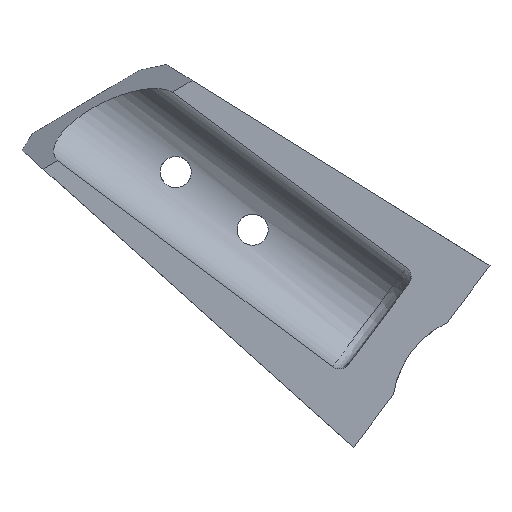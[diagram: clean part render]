
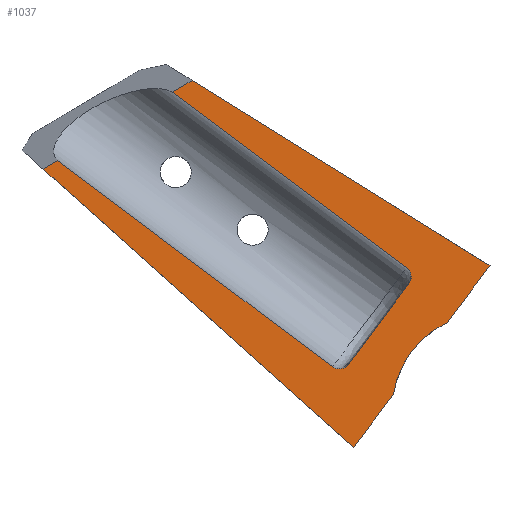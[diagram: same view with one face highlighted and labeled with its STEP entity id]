
A CAD part, top view. The second image highlights one B-rep face of the part: STEP entity #1037.
In plain terms, the highlighted planar face has unit normal (0, 0, 1).
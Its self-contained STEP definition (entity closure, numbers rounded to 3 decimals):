
#7 = AXIS2_PLACEMENT_3D ( 'NONE', #595, #537, #877 ) ;
#31 = EDGE_CURVE ( 'NONE', #1333, #836, #746, .T. ) ;
#44 = DIRECTION ( 'NONE',  ( -0.6, -0.8, 0. ) ) ;
#58 = CARTESIAN_POINT ( 'NONE',  ( -906.467, 512.954, 113.3 ) ) ;
#100 = EDGE_CURVE ( 'NONE', #1233, #1333, #737, .T. ) ;
#103 = DIRECTION ( 'NONE',  ( 0.86, 0.51, 0. ) ) ;
#104 = CARTESIAN_POINT ( 'NONE',  ( -989.107, 558.088, 113.3 ) ) ;
#105 = DIRECTION ( 'NONE',  ( 0.86, 0.51, 0. ) ) ;
#113 = CARTESIAN_POINT ( 'NONE',  ( -927.593, 508.197, 113.3 ) ) ;
#119 = CARTESIAN_POINT ( 'NONE',  ( -943.296, 487.258, 113.3 ) ) ;
#128 = CARTESIAN_POINT ( 'NONE',  ( -926.984, 510.029, 113.3 ) ) ;
#139 = CARTESIAN_POINT ( 'NONE',  ( -943.534, 486.94, 113.3 ) ) ;
#151 = EDGE_CURVE ( 'NONE', #1073, #1167, #751, .T. ) ;
#165 = CARTESIAN_POINT ( 'NONE',  ( -945.468, 486.056, 113.3 ) ) ;
#178 = DIRECTION ( 'NONE',  ( 0.6, 0.8, 0. ) ) ;
#180 = CARTESIAN_POINT ( 'NONE',  ( -943.834, 486.673, 113.3 ) ) ;
#181 = CARTESIAN_POINT ( 'NONE',  ( -943.296, 487.258, 113.3 ) ) ;
#187 = CARTESIAN_POINT ( 'NONE',  ( -906.467, 512.954, 113.3 ) ) ;
#188 = CARTESIAN_POINT ( 'NONE',  ( -944.338, 486.374, 113.3 ) ) ;
#198 = CARTESIAN_POINT ( 'NONE',  ( -944.518, 486.29, 113.3 ) ) ;
#200 = CARTESIAN_POINT ( 'NONE',  ( -944.89, 486.158, 113.3 ) ) ;
#215 = CARTESIAN_POINT ( 'NONE',  ( -945.08, 486.112, 113.3 ) ) ;
#239 = CARTESIAN_POINT ( 'NONE',  ( -946.059, 486.068, 113.3 ) ) ;
#241 = CARTESIAN_POINT ( 'NONE',  ( -946.252, 486.097, 113.3 ) ) ;
#254 = CARTESIAN_POINT ( 'NONE',  ( -946.634, 486.194, 113.3 ) ) ;
#258 = CARTESIAN_POINT ( 'NONE',  ( -945.667, 486.047, 113.3 ) ) ;
#265 = FACE_OUTER_BOUND ( 'NONE', #988, .T. ) ;
#268 = CARTESIAN_POINT ( 'NONE',  ( -946.821, 486.262, 113.3 ) ) ;
#282 = CARTESIAN_POINT ( 'NONE',  ( -928.189, 512.403, 113.3 ) ) ;
#285 = DIRECTION ( 'NONE',  ( 0.8, -0.6, 0. ) ) ;
#288 = CARTESIAN_POINT ( 'NONE',  ( -931.63, 479.401, 113.3 ) ) ;
#296 = CARTESIAN_POINT ( 'NONE',  ( -1058.954, 610.467, 113.3 ) ) ;
#298 = CARTESIAN_POINT ( 'NONE',  ( -947.5, 486.652, 113.3 ) ) ;
#299 = CARTESIAN_POINT ( 'NONE',  ( -947.341, 486.533, 113.3 ) ) ;
#313 = CARTESIAN_POINT ( 'NONE',  ( -983.973, 561.135, 113.3 ) ) ;
#348 = CARTESIAN_POINT ( 'NONE',  ( -917.576, 498.141, 113.3 ) ) ;
#360 = CARTESIAN_POINT ( 'NONE',  ( -983.973, 561.135, 113.3 ) ) ;
#361 = CARTESIAN_POINT ( 'NONE',  ( -1022.787, 538.097, 113.3 ) ) ;
#362 = CARTESIAN_POINT ( 'NONE',  ( -989.107, 558.088, 113.3 ) ) ;
#365 = AXIS2_PLACEMENT_3D ( 'NONE', #1039, #1036, #1033 ) ;
#367 = DIRECTION ( 'NONE',  ( -0.745, 0.667, 0. ) ) ;
#369 = CARTESIAN_POINT ( 'NONE',  ( -941.945, 465.646, 113.3 ) ) ;
#491 = VECTOR ( 'NONE', #103, 1000. ) ;
#520 = EDGE_CURVE ( 'NONE', #1421, #1155, #1383, .T. ) ;
#525 = VECTOR ( 'NONE', #105, 1000. ) ;
#537 = DIRECTION ( 'NONE',  ( 0., 0., 1. ) ) ;
#549 = CARTESIAN_POINT ( 'NONE',  ( -943.296, 487.258, 113.3 ) ) ;
#557 = CARTESIAN_POINT ( 'NONE',  ( -1019.054, 540.312, 113.3 ) ) ;
#560 = LINE ( 'NONE', #104, #491 ) ;
#577 = CARTESIAN_POINT ( 'NONE',  ( -928.189, 512.403, 113.3 ) ) ;
#586 = VECTOR ( 'NONE', #178, 1000. ) ;
#595 = CARTESIAN_POINT ( 'NONE',  ( -906.933, 475.52, 113.3 ) ) ;
#606 = CARTESIAN_POINT ( 'NONE',  ( -947.5, 486.652, 113.3 ) ) ;
#621 = LINE ( 'NONE', #181, #586 ) ;
#639 = EDGE_CURVE ( 'NONE', #1073, #1208, #1384, .T. ) ;
#647 = LINE ( 'NONE', #682, #525 ) ;
#650 = VECTOR ( 'NONE', #285, 1000. ) ;
#652 = LINE ( 'NONE', #313, #659 ) ;
#659 = VECTOR ( 'NONE', #1413, 1000. ) ;
#671 = VECTOR ( 'NONE', #44, 1000. ) ;
#674 = CARTESIAN_POINT ( 'NONE',  ( -927.223, 511.18, 113.3 ) ) ;
#678 = LINE ( 'NONE', #58, #671 ) ;
#682 = CARTESIAN_POINT ( 'NONE',  ( -1022.787, 538.097, 113.3 ) ) ;
#692 = CARTESIAN_POINT ( 'NONE',  ( -927.306, 511.359, 113.3 ) ) ;
#697 = CARTESIAN_POINT ( 'NONE',  ( -927.047, 510.617, 113.3 ) ) ;
#699 = CARTESIAN_POINT ( 'NONE',  ( -927.093, 510.807, 113.3 ) ) ;
#703 = LINE ( 'NONE', #296, #650 ) ;
#717 = EDGE_CURVE ( 'NONE', #1388, #1233, #678, .T. ) ;
#730 = VECTOR ( 'NONE', #874, 1000. ) ;
#737 = CIRCLE ( 'NONE', #7, 25. ) ;
#740 = CARTESIAN_POINT ( 'NONE',  ( -927.604, 511.865, 113.3 ) ) ;
#742 = CARTESIAN_POINT ( 'NONE',  ( -927.871, 512.165, 113.3 ) ) ;
#743 = VECTOR ( 'NONE', #1153, 1000. ) ;
#746 = LINE ( 'NONE', #1214, #743 ) ;
#751 = LINE ( 'NONE', #881, #730 ) ;
#806 = EDGE_CURVE ( 'NONE', #1217, #1388, #652, .T. ) ;
#836 = VERTEX_POINT ( 'NONE', #1409 ) ;
#861 = CARTESIAN_POINT ( 'NONE',  ( -926.992, 510.229, 113.3 ) ) ;
#869 = CARTESIAN_POINT ( 'NONE',  ( -927.006, 509.638, 113.3 ) ) ;
#874 = DIRECTION ( 'NONE',  ( -0.8, 0.6, 0. ) ) ;
#877 = DIRECTION ( 'NONE',  ( 1., 0., 0. ) ) ;
#881 = CARTESIAN_POINT ( 'NONE',  ( -1078.265, 584.716, 113.3 ) ) ;
#932 = CARTESIAN_POINT ( 'NONE',  ( -927.593, 508.197, 113.3 ) ) ;
#938 = CARTESIAN_POINT ( 'NONE',  ( -927.036, 509.444, 113.3 ) ) ;
#942 = VECTOR ( 'NONE', #367, 1000. ) ;
#945 = LINE ( 'NONE', #369, #942 ) ;
#960 = CARTESIAN_POINT ( 'NONE',  ( -927.134, 509.063, 113.3 ) ) ;
#988 = EDGE_LOOP ( 'NONE', ( #1069, #1077, #1085, #1093, #1099, #1100, #1107, #1109, #1117, #1118, #1120, #1121 ) ) ;
#993 = CARTESIAN_POINT ( 'NONE',  ( -927.372, 508.524, 113.3 ) ) ;
#1003 = CARTESIAN_POINT ( 'NONE',  ( -947.174, 486.431, 113.3 ) ) ;
#1018 = CARTESIAN_POINT ( 'NONE',  ( -927.203, 508.876, 113.3 ) ) ;
#1033 = DIRECTION ( 'NONE',  ( -1., 0., 0. ) ) ;
#1036 = DIRECTION ( 'NONE',  ( 0., 0., -1. ) ) ;
#1037 = ADVANCED_FACE ( 'NONE', ( #265 ), #1068, .F. ) ;
#1039 = CARTESIAN_POINT ( 'NONE',  ( -906.933, 475.52, 113.3 ) ) ;
#1068 = PLANE ( 'NONE',  #365 ) ;
#1069 = ORIENTED_EDGE ( 'NONE', *, *, #1416, .F. ) ;
#1073 = VERTEX_POINT ( 'NONE', #606 ) ;
#1077 = ORIENTED_EDGE ( 'NONE', *, *, #1331, .T. ) ;
#1085 = ORIENTED_EDGE ( 'NONE', *, *, #520, .F. ) ;
#1092 = CARTESIAN_POINT ( 'NONE',  ( -927.474, 508.356, 113.3 ) ) ;
#1093 = ORIENTED_EDGE ( 'NONE', *, *, #1375, .F. ) ;
#1099 = ORIENTED_EDGE ( 'NONE', *, *, #639, .F. ) ;
#1100 = ORIENTED_EDGE ( 'NONE', *, *, #151, .T. ) ;
#1107 = ORIENTED_EDGE ( 'NONE', *, *, #1408, .F. ) ;
#1109 = ORIENTED_EDGE ( 'NONE', *, *, #1211, .F. ) ;
#1117 = ORIENTED_EDGE ( 'NONE', *, *, #31, .F. ) ;
#1118 = ORIENTED_EDGE ( 'NONE', *, *, #100, .F. ) ;
#1120 = ORIENTED_EDGE ( 'NONE', *, *, #717, .F. ) ;
#1121 = ORIENTED_EDGE ( 'NONE', *, *, #806, .F. ) ;
#1153 = DIRECTION ( 'NONE',  ( -0.6, -0.8, 0. ) ) ;
#1155 = VERTEX_POINT ( 'NONE', #577 ) ;
#1167 = VERTEX_POINT ( 'NONE', #557 ) ;
#1208 = VERTEX_POINT ( 'NONE', #549 ) ;
#1211 = EDGE_CURVE ( 'NONE', #836, #1213, #945, .T. ) ;
#1213 = VERTEX_POINT ( 'NONE', #361 ) ;
#1214 = CARTESIAN_POINT ( 'NONE',  ( -931.63, 479.401, 113.3 ) ) ;
#1217 = VERTEX_POINT ( 'NONE', #360 ) ;
#1233 = VERTEX_POINT ( 'NONE', #348 ) ;
#1247 = VERTEX_POINT ( 'NONE', #362 ) ;
#1331 = EDGE_CURVE ( 'NONE', #1247, #1155, #703, .T. ) ;
#1333 = VERTEX_POINT ( 'NONE', #288 ) ;
#1375 = EDGE_CURVE ( 'NONE', #1208, #1421, #621, .T. ) ;
#1383 = B_SPLINE_CURVE_WITH_KNOTS ( 'NONE', 3,
 ( #932, #1092, #993, #1018, #960, #938, #869, #128, #861, #697, #699, #674, #692, #740, #742, #282 ),
 .UNSPECIFIED., .F., .F.,
 ( 4, 2, 2, 2, 2, 2, 2, 4 ),
 ( 0., 0.001, 0.001, 0.002, 0.002, 0.003, 0.004, 0.005 ),
 .UNSPECIFIED. ) ;
#1384 = B_SPLINE_CURVE_WITH_KNOTS ( 'NONE', 3,
 ( #298, #299, #1003, #268, #254, #241, #239, #258, #165, #215, #200, #198, #188, #180, #139, #119 ),
 .UNSPECIFIED., .F., .F.,
 ( 4, 2, 2, 2, 2, 2, 2, 4 ),
 ( 0., 0.001, 0.001, 0.002, 0.002, 0.003, 0.004, 0.005 ),
 .UNSPECIFIED. ) ;
#1388 = VERTEX_POINT ( 'NONE', #187 ) ;
#1408 = EDGE_CURVE ( 'NONE', #1213, #1167, #647, .T. ) ;
#1409 = CARTESIAN_POINT ( 'NONE',  ( -941.945, 465.646, 113.3 ) ) ;
#1413 = DIRECTION ( 'NONE',  ( 0.849, -0.528, 0. ) ) ;
#1416 = EDGE_CURVE ( 'NONE', #1247, #1217, #560, .T. ) ;
#1421 = VERTEX_POINT ( 'NONE', #113 ) ;
